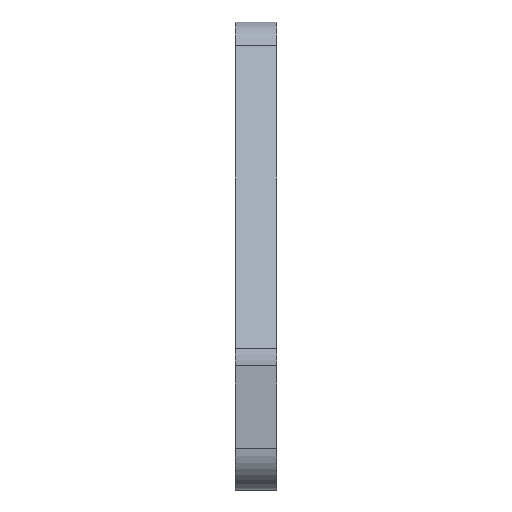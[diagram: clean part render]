
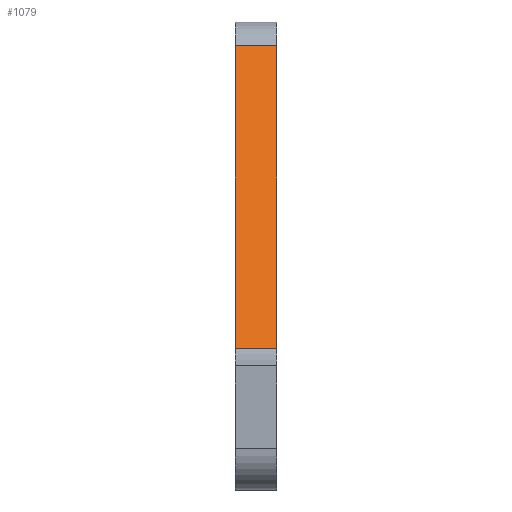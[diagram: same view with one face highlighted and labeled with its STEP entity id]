
A CAD part, front view. The second image highlights one B-rep face of the part: STEP entity #1079.
In plain terms, the highlighted planar face has unit normal (0, -0.906, 0.423).
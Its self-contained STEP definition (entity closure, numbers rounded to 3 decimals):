
#52=PLANE('',#1189);
#103=FACE_OUTER_BOUND('',#160,.T.);
#160=EDGE_LOOP('',(#931,#932,#933,#934));
#240=LINE('',#1718,#352);
#272=LINE('',#1803,#384);
#273=LINE('',#1806,#385);
#274=LINE('',#1807,#386);
#352=VECTOR('',#1392,10.);
#384=VECTOR('',#1480,10.);
#385=VECTOR('',#1483,10.);
#386=VECTOR('',#1484,10.);
#510=VERTEX_POINT('',#1715);
#511=VERTEX_POINT('',#1717);
#536=VERTEX_POINT('',#1801);
#537=VERTEX_POINT('',#1805);
#641=EDGE_CURVE('',#510,#511,#240,.T.);
#685=EDGE_CURVE('',#536,#511,#272,.T.);
#686=EDGE_CURVE('',#536,#537,#273,.T.);
#687=EDGE_CURVE('',#537,#510,#274,.T.);
#931=ORIENTED_EDGE('',*,*,#686,.F.);
#932=ORIENTED_EDGE('',*,*,#685,.T.);
#933=ORIENTED_EDGE('',*,*,#641,.F.);
#934=ORIENTED_EDGE('',*,*,#687,.F.);
#1079=ADVANCED_FACE('',(#103),#52,.T.);
#1189=AXIS2_PLACEMENT_3D('',#1804,#1481,#1482);
#1392=DIRECTION('',(0.,-0.423,-0.906));
#1480=DIRECTION('',(1.,0.,0.));
#1481=DIRECTION('center_axis',(0.,-0.906,
0.423));
#1482=DIRECTION('ref_axis',(0.,-0.423,-0.906));
#1483=DIRECTION('',(0.,0.423,0.906));
#1484=DIRECTION('',(1.,0.,0.));
#1715=CARTESIAN_POINT('',(87.767,37.542,146.003));
#1717=CARTESIAN_POINT('',(87.767,-13.595,36.339));
#1718=CARTESIAN_POINT('',(87.767,-13.595,36.339));
#1801=CARTESIAN_POINT('',(72.767,-13.595,36.339));
#1803=CARTESIAN_POINT('',(72.767,-13.595,36.339));
#1804=CARTESIAN_POINT('Origin',(72.767,37.542,146.003));
#1805=CARTESIAN_POINT('',(72.767,37.542,146.003));
#1806=CARTESIAN_POINT('',(72.767,-13.595,36.339));
#1807=CARTESIAN_POINT('',(72.767,37.542,146.003));
